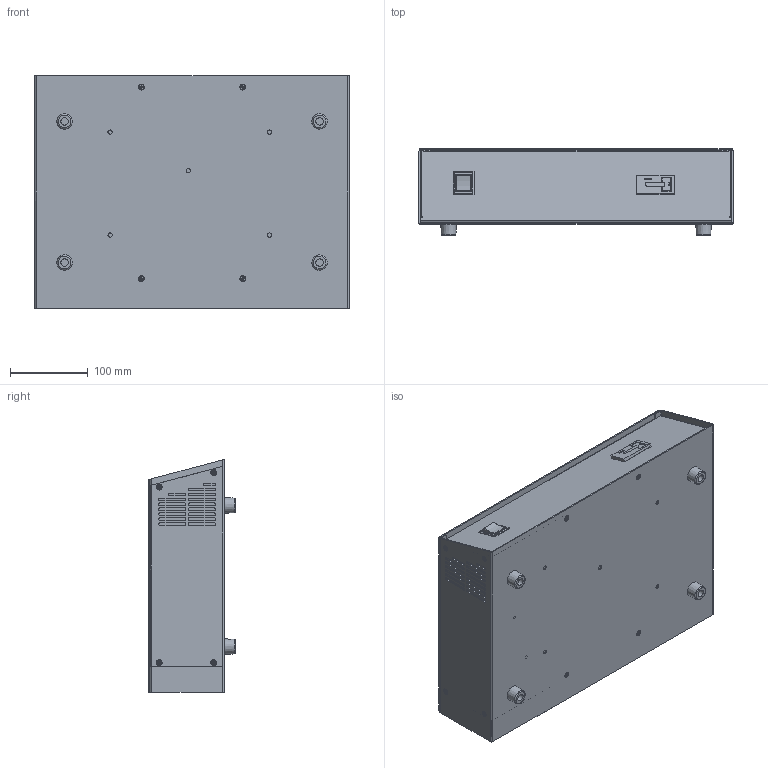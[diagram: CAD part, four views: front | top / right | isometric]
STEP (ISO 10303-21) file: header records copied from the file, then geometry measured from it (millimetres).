
FILE_DESCRIPTION (( 'STEP AP203' ), '1' );
FILE_NAME ('CD-40121 ASSY, EC SUPPLY.STEP', '2018-02-13T14:57:29', ( '' ), ( '' ), 'SwSTEP 2.0', 'SolidWorks 2017', '' );
FILE_SCHEMA (( 'CONFIG_CONTROL_DESIGN' ));
Products named in the file (1): CD-40121 ASSY, EC SUPPLY
Bounding box: 403.23 x 111.12 x 298.45 mm (x, y, z)
Volume: 9744870.6 mm3; surface area: 430944.9 mm2
Topology: 1 solids, 14 shells, 3000 faces, 7800 edges, 5161 vertices
Faces by surface type: plane 1840, bspline 615, cylinder 255, cone 248, torus 34, sphere 8
Full cylindrical faces by diameter (mm): 1.015 x2, 1.797 x2, 2.845 x4, 2.921 x8, 3.048 x4, 3.48 x6, 3.505 x22, 4.14 x1, 4.763 x2, 5.41 x3, 5.486 x2, 5.563 x4, 9.525 x4, 31.75 x1, 33.325 x1
Entity records: 120334 total; most frequent: CARTESIAN_POINT 51971, ORIENTED_EDGE 15198, DIRECTION 11597, EDGE_CURVE 7599, VERTEX_POINT 5090, LINE 4817, VECTOR 4817, EDGE_LOOP 3497
